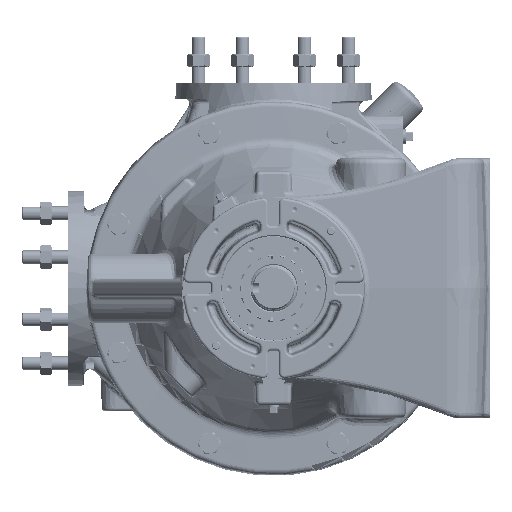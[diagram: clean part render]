
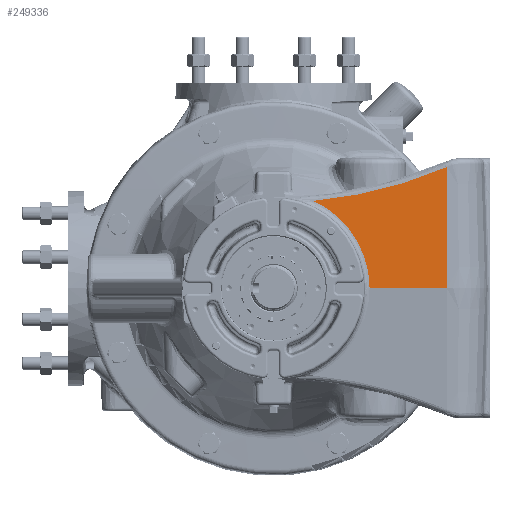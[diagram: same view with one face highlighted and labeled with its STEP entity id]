
A CAD part, left-side view. The second image highlights one B-rep face of the part: STEP entity #249336.
In plain terms, the highlighted planar face has unit normal (-0.999, 0, 0.035).
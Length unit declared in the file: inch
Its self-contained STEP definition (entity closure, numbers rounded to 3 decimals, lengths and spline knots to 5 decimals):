
#21256 = CARTESIAN_POINT ( 'NONE',  ( -13.80952, -8., 0. ) ) ;
#24489 = CARTESIAN_POINT ( 'NONE',  ( -13.74707, -4.43648, 1.78852 ) ) ;
#53651 = LINE ( 'NONE', #21256, #182075 ) ;
#68236 = VERTEX_POINT ( 'NONE', #260430 ) ;
#69967 = PLANE ( 'NONE',  #292976 ) ;
#71033 = CARTESIAN_POINT ( 'NONE',  ( -13.6, -8., 6. ) ) ;
#82324 = CARTESIAN_POINT ( 'NONE',  ( -13.80952, -8., 0. ) ) ;
#86686 = ORIENTED_EDGE ( 'NONE', *, *, #89864, .F. ) ;
#89864 = EDGE_CURVE ( 'NONE', #68236, #111287, #93865, .T. ) ;
#93865 =( BOUNDED_CURVE ( )  B_SPLINE_CURVE ( 3, ( #217488, #24489, #241720, #97237 ),
 .UNSPECIFIED., .F., .T. ) 
 B_SPLINE_CURVE_WITH_KNOTS ( ( 4, 4 ),
 ( 4.71435, 5.85608 ),
 .UNSPECIFIED. ) 
 CURVE ( )  GEOMETRIC_REPRESENTATION_ITEM ( )  RATIONAL_B_SPLINE_CURVE ( ( 1., 0.894, 0.894, 1. ) ) 
 REPRESENTATION_ITEM ( '' )  );
#95308 = DIRECTION ( 'NONE',  ( -0.035, 0., -0.999 ) ) ;
#96990 = CARTESIAN_POINT ( 'NONE',  ( -13.66193, -3.96674, 4.22646 ) ) ;
#97237 = CARTESIAN_POINT ( 'NONE',  ( -13.66871, -1.83922, 4.03242 ) ) ;
#103902 = EDGE_CURVE ( 'NONE', #111287, #217431, #265846, .T. ) ;
#111287 = VERTEX_POINT ( 'NONE', #275748 ) ;
#133018 = LINE ( 'NONE', #208248, #261213 ) ;
#145616 = CARTESIAN_POINT ( 'NONE',  ( -13.61411, -8., 5.59597 ) ) ;
#160706 = DIRECTION ( 'NONE',  ( -0.035, 0., -0.999 ) ) ;
#163291 = VERTEX_POINT ( 'NONE', #82324 ) ;
#165913 = CARTESIAN_POINT ( 'NONE',  ( -13.61411, -8., 5.59597 ) ) ;
#166760 = ORIENTED_EDGE ( 'NONE', *, *, #103902, .F. ) ;
#172736 = EDGE_CURVE ( 'NONE', #217431, #163291, #133018, .T. ) ;
#174237 = ORIENTED_EDGE ( 'NONE', *, *, #208756, .T. ) ;
#182075 = VECTOR ( 'NONE', #213284, 39.37008 ) ;
#206062 = ORIENTED_EDGE ( 'NONE', *, *, #172736, .F. ) ;
#208248 = CARTESIAN_POINT ( 'NONE',  ( -13.6, -8., 6. ) ) ;
#208756 = EDGE_CURVE ( 'NONE', #68236, #163291, #53651, .T. ) ;
#213284 = DIRECTION ( 'NONE',  ( 0., -1., 0. ) ) ;
#213697 = FACE_OUTER_BOUND ( 'NONE', #311221, .T. ) ;
#217431 = VERTEX_POINT ( 'NONE', #165913 ) ;
#217488 = CARTESIAN_POINT ( 'NONE',  ( -13.80952, -4.43999, 0. ) ) ;
#239778 = DIRECTION ( 'NONE',  ( -0.999, 0., 0.035 ) ) ;
#241720 = CARTESIAN_POINT ( 'NONE',  ( -13.69458, -3.46708, 3.29155 ) ) ;
#249336 = ADVANCED_FACE ( 'NONE', ( #213697 ), #69967, .T. ) ;
#260430 = CARTESIAN_POINT ( 'NONE',  ( -13.80952, -4.43999, 0. ) ) ;
#261213 = VECTOR ( 'NONE', #160706, 39.37008 ) ;
#265697 = CARTESIAN_POINT ( 'NONE',  ( -13.66871, -1.83922, 4.03242 ) ) ;
#265846 =( BOUNDED_CURVE ( )  B_SPLINE_CURVE ( 3, ( #265697, #96990, #289988, #145616 ),
 .UNSPECIFIED., .F., .F. ) 
 B_SPLINE_CURVE_WITH_KNOTS ( ( 4, 4 ),
 ( 0.09095, 0.40614 ),
 .UNSPECIFIED. ) 
 CURVE ( )  GEOMETRIC_REPRESENTATION_ITEM ( )  RATIONAL_B_SPLINE_CURVE ( ( 1., 0.992, 0.992, 1. ) ) 
 REPRESENTATION_ITEM ( '' )  );
#275748 = CARTESIAN_POINT ( 'NONE',  ( -13.66871, -1.83922, 4.03242 ) ) ;
#289988 = CARTESIAN_POINT ( 'NONE',  ( -13.64358, -6.03744, 4.75198 ) ) ;
#292976 = AXIS2_PLACEMENT_3D ( 'NONE', #71033, #239778, #95308 ) ;
#311221 = EDGE_LOOP ( 'NONE', ( #174237, #206062, #166760, #86686 ) ) ;
